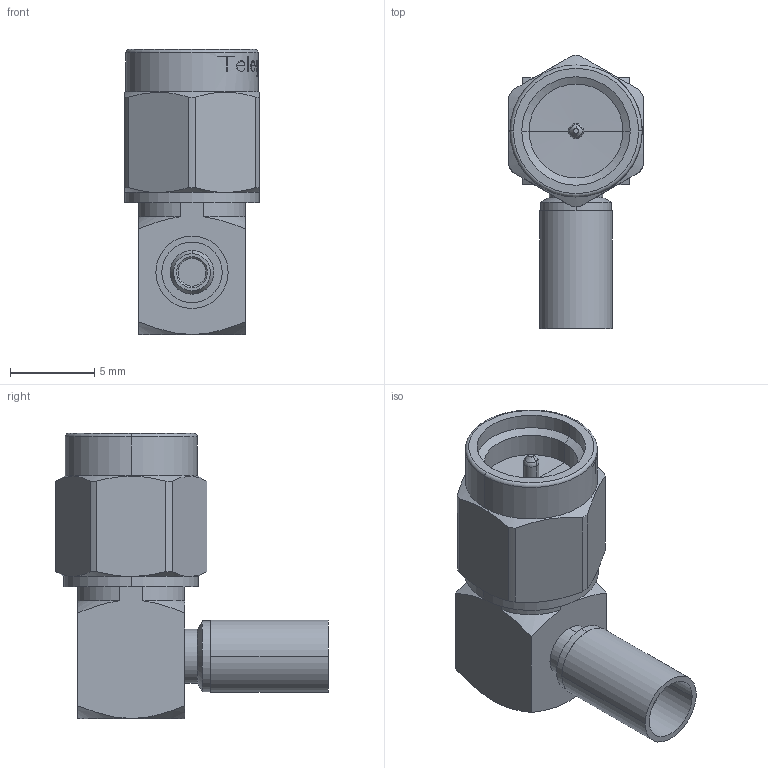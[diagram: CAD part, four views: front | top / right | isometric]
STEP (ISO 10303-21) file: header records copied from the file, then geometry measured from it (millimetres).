
FILE_DESCRIPTION (( 'STEP AP214' ), '1' );
FILE_NAME ('J01150A0071.STEP', '2012-01-26T08:39:40', ( 'markiewicz' ), ( '' ), 'SwSTEP 2.0', 'SolidWorks 2011', '' );
FILE_SCHEMA (( 'AUTOMOTIVE_DESIGN' ));
Length unit declared in the file: millimetre
Products named in the file (1): J01150A0071
Bounding box: 8 x 16.22 x 16.95 mm (x, y, z)
Volume: 800.3 mm3; surface area: 795.8 mm2
Topology: 1 solids, 1 shells, 380 faces, 1015 edges, 664 vertices
Faces by surface type: plane 286, cylinder 58, cone 32, torus 4
Entity records: 16024 total; most frequent: CARTESIAN_POINT 3220, ORIENTED_EDGE 2030, DIRECTION 1631, EDGE_CURVE 1015, VERTEX_POINT 664, AXIS2_PLACEMENT_3D 595, VECTOR 441, LINE 441
